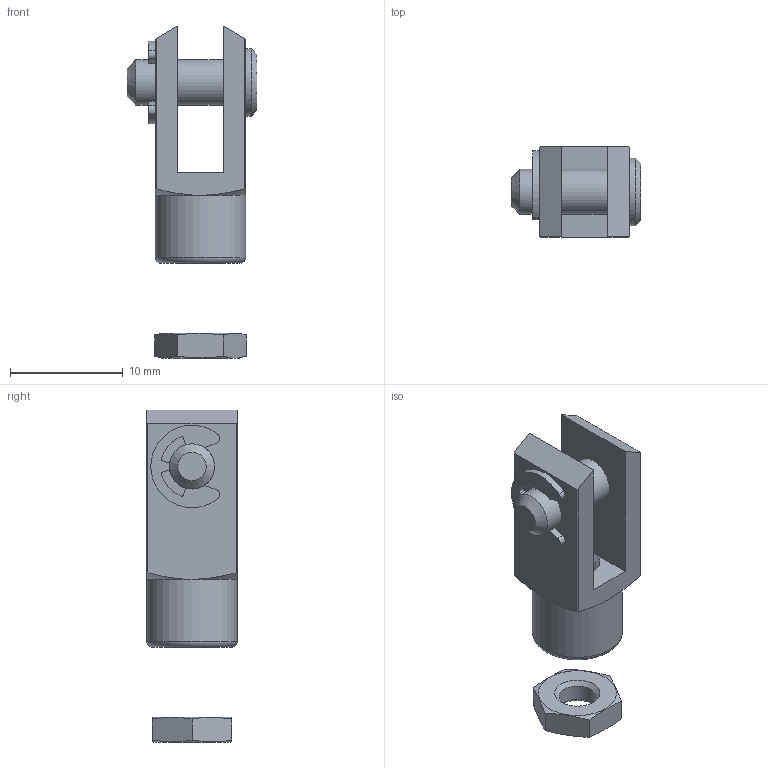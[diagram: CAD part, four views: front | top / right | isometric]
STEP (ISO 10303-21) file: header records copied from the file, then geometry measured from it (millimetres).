
FILE_DESCRIPTION(/* description */ ('STEP AP214'),/* implementation_level */ '2;1');
FILE_NAME(/* name */ '8165295_CRSG-M4',/* time_stamp */ '2024-08-09T14:59:09+02:00',/* author */ ('License CC BY-ND 4.0'),/* organization */ ('CADENAS'),/* preprocessor_version */ 'ST-DEVELOPER v19.3',/* originating_system */ 'PARTsolutions',/* authorisation */ ' ');
FILE_SCHEMA (('AUTOMOTIVE_DESIGN {1 0 10303 214 3 1 1}'));
Length unit declared in the file: millimetre
Products named in the file (3): 8165295 CRSG-M4; 8165295 CRSG-M4_GK; DIN-439-B - M4(F)
Assembly tree (2 placements, depth 2):
  8165295 CRSG-M4
    8165295 CRSG-M4_GK
    DIN-439-B - M4(F)
Bounding box: 11.5 x 8 x 29.4 mm (x, y, z)
Volume: 943.6 mm3; surface area: 1106.5 mm2
Topology: 2 solids, 2 shells, 62 faces, 155 edges, 98 vertices
Faces by surface type: plane 34, cylinder 15, cone 12, torus 1
Full cylindrical faces by diameter (mm): 3.242 x2, 4 x2, 6 x1, 8 x1
Entity records: 1864 total; most frequent: CARTESIAN_POINT 377, DIRECTION 292, ORIENTED_EDGE 276, EDGE_CURVE 138, AXIS2_PLACEMENT_3D 113, VERTEX_POINT 96, EDGE_LOOP 84, FACE_BOUND 84
